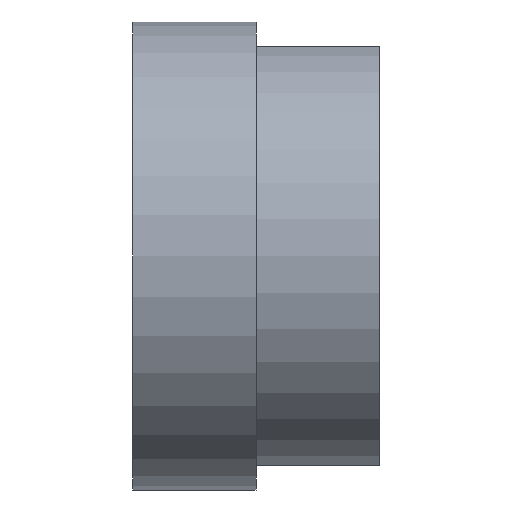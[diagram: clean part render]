
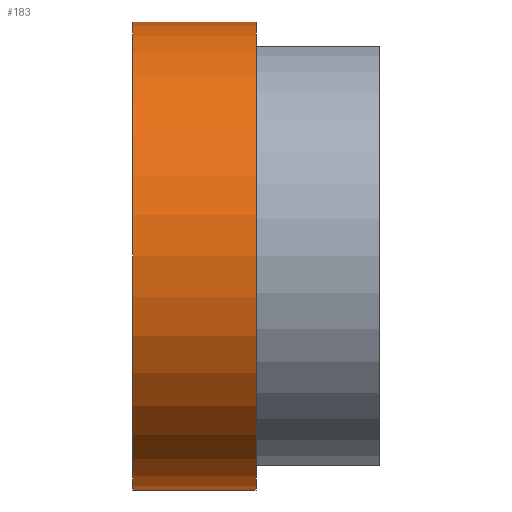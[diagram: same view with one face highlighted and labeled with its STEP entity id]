
A CAD part, left-side view. The second image highlights one B-rep face of the part: STEP entity #183.
In plain terms, the highlighted cylindrical face has radius 15.833 mm (diameter 31.667 mm), a partial arc.
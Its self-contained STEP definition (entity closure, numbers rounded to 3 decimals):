
#5 = CARTESIAN_POINT ( 'NONE',  ( 0., 7.531, 15.833 ) ) ;
#11 = CIRCLE ( 'NONE', #196, 15.833 ) ;
#26 = EDGE_LOOP ( 'NONE', ( #372, #410, #319, #238 ) ) ;
#46 = VERTEX_POINT ( 'NONE', #129 ) ;
#102 = CARTESIAN_POINT ( 'NONE',  ( 0., -0.802, -15.833 ) ) ;
#117 = VERTEX_POINT ( 'NONE', #102 ) ;
#124 = EDGE_CURVE ( 'NONE', #46, #117, #170, .T. ) ;
#129 = CARTESIAN_POINT ( 'NONE',  ( 0., 7.531, -15.833 ) ) ;
#140 = FACE_OUTER_BOUND ( 'NONE', #26, .T. ) ;
#144 = EDGE_CURVE ( 'NONE', #117, #214, #224, .T. ) ;
#170 = LINE ( 'NONE', #392, #454 ) ;
#173 = CARTESIAN_POINT ( 'NONE',  ( 0., -0.802, 0. ) ) ;
#183 = ADVANCED_FACE ( 'NONE', ( #140 ), #210, .T. ) ;
#196 = AXIS2_PLACEMENT_3D ( 'NONE', #271, #232, #337 ) ;
#210 = CYLINDRICAL_SURFACE ( 'NONE', #272, 15.833 ) ;
#214 = VERTEX_POINT ( 'NONE', #283 ) ;
#224 = CIRCLE ( 'NONE', #416, 15.833 ) ;
#232 = DIRECTION ( 'NONE',  ( 0., 1., 0. ) ) ;
#238 = ORIENTED_EDGE ( 'NONE', *, *, #144, .T. ) ;
#239 = DIRECTION ( 'NONE',  ( 0., 0., -1. ) ) ;
#253 = CARTESIAN_POINT ( 'NONE',  ( 0., 7.531, 15.833 ) ) ;
#257 = LINE ( 'NONE', #253, #446 ) ;
#271 = CARTESIAN_POINT ( 'NONE',  ( 0., 7.531, 0. ) ) ;
#272 = AXIS2_PLACEMENT_3D ( 'NONE', #399, #428, #239 ) ;
#283 = CARTESIAN_POINT ( 'NONE',  ( 0., -0.802, 15.833 ) ) ;
#311 = DIRECTION ( 'NONE',  ( 0., 0., 1. ) ) ;
#319 = ORIENTED_EDGE ( 'NONE', *, *, #124, .T. ) ;
#320 = DIRECTION ( 'NONE',  ( 0., 1., 0. ) ) ;
#337 = DIRECTION ( 'NONE',  ( 0., 0., 1. ) ) ;
#338 = EDGE_CURVE ( 'NONE', #391, #214, #257, .T. ) ;
#372 = ORIENTED_EDGE ( 'NONE', *, *, #338, .F. ) ;
#391 = VERTEX_POINT ( 'NONE', #5 ) ;
#392 = CARTESIAN_POINT ( 'NONE',  ( 0., 7.531, -15.833 ) ) ;
#397 = DIRECTION ( 'NONE',  ( 0., -1., 0. ) ) ;
#399 = CARTESIAN_POINT ( 'NONE',  ( 0., 7.531, 0. ) ) ;
#405 = DIRECTION ( 'NONE',  ( 0., -1., 0. ) ) ;
#410 = ORIENTED_EDGE ( 'NONE', *, *, #415, .F. ) ;
#415 = EDGE_CURVE ( 'NONE', #46, #391, #11, .T. ) ;
#416 = AXIS2_PLACEMENT_3D ( 'NONE', #173, #320, #311 ) ;
#428 = DIRECTION ( 'NONE',  ( 0., -1., 0. ) ) ;
#446 = VECTOR ( 'NONE', #405, 1000. ) ;
#454 = VECTOR ( 'NONE', #397, 1000. ) ;
